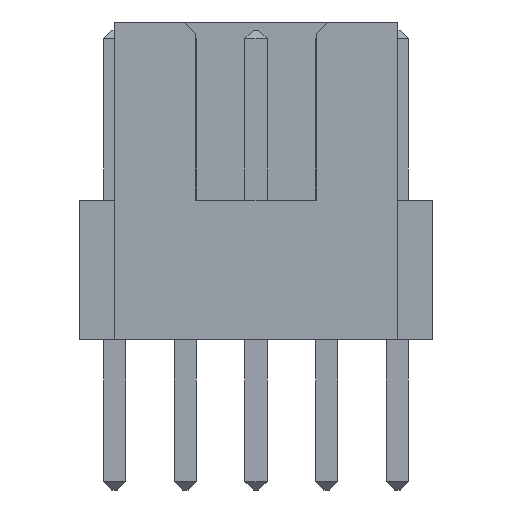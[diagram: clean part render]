
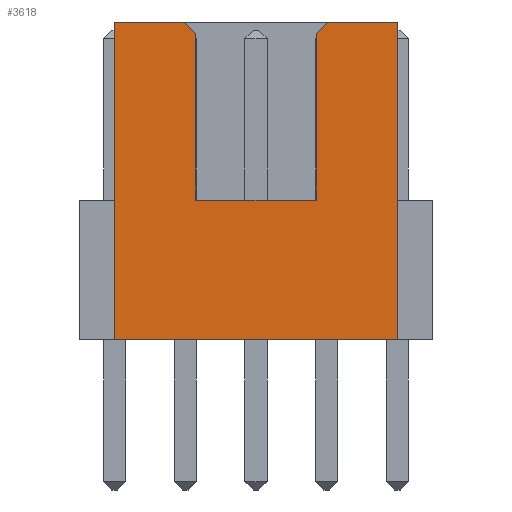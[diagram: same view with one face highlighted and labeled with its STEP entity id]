
A CAD part, left-side view. The second image highlights one B-rep face of the part: STEP entity #3618.
In plain terms, the highlighted planar face has unit normal (-1, 0, 0).
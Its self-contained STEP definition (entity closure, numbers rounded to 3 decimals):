
#1354 = EDGE_CURVE('',#1355,#1357,#1359,.T.);
#1355 = VERTEX_POINT('',#1356);
#1356 = CARTESIAN_POINT('',(-2.51,2.54,0.41));
#1357 = VERTEX_POINT('',#1358);
#1358 = CARTESIAN_POINT('',(-2.51,2.54,6.12));
#1359 = LINE('',#1360,#1361);
#1360 = CARTESIAN_POINT('',(-2.51,2.54,0.41));
#1361 = VECTOR('',#1362,1.);
#1362 = DIRECTION('',(0.,0.,1.));
#1425 = EDGE_CURVE('',#1426,#1428,#1430,.T.);
#1426 = VERTEX_POINT('',#1427);
#1427 = CARTESIAN_POINT('',(-2.51,-1.08,2.92));
#1428 = VERTEX_POINT('',#1429);
#1429 = CARTESIAN_POINT('',(-2.51,1.08,2.92));
#1430 = LINE('',#1431,#1432);
#1431 = CARTESIAN_POINT('',(-2.51,-1.08,2.92));
#1432 = VECTOR('',#1433,1.);
#1433 = DIRECTION('',(0.,1.,0.));
#2628 = VERTEX_POINT('',#2629);
#2629 = CARTESIAN_POINT('',(-2.51,-2.54,0.41));
#2635 = EDGE_CURVE('',#1355,#2628,#2636,.T.);
#2636 = LINE('',#2637,#2638);
#2637 = CARTESIAN_POINT('',(-2.51,2.54,0.41));
#2638 = VECTOR('',#2639,1.);
#2639 = DIRECTION('',(0.,-1.,0.));
#3618 = ADVANCED_FACE('',(#3619),#3676,.T.);
#3619 = FACE_BOUND('',#3620,.T.);
#3620 = EDGE_LOOP('',(#3621,#3622,#3623,#3631,#3639,#3647,#3653,#3654,
    #3662,#3670));
#3621 = ORIENTED_EDGE('',*,*,#1354,.F.);
#3622 = ORIENTED_EDGE('',*,*,#2635,.T.);
#3623 = ORIENTED_EDGE('',*,*,#3624,.T.);
#3624 = EDGE_CURVE('',#2628,#3625,#3627,.T.);
#3625 = VERTEX_POINT('',#3626);
#3626 = CARTESIAN_POINT('',(-2.51,-2.54,6.12));
#3627 = LINE('',#3628,#3629);
#3628 = CARTESIAN_POINT('',(-2.51,-2.54,0.41));
#3629 = VECTOR('',#3630,1.);
#3630 = DIRECTION('',(0.,0.,1.));
#3631 = ORIENTED_EDGE('',*,*,#3632,.F.);
#3632 = EDGE_CURVE('',#3633,#3625,#3635,.T.);
#3633 = VERTEX_POINT('',#3634);
#3634 = CARTESIAN_POINT('',(-2.51,-1.28,6.12));
#3635 = LINE('',#3636,#3637);
#3636 = CARTESIAN_POINT('',(-2.51,2.54,6.12));
#3637 = VECTOR('',#3638,1.);
#3638 = DIRECTION('',(0.,-1.,0.));
#3639 = ORIENTED_EDGE('',*,*,#3640,.T.);
#3640 = EDGE_CURVE('',#3633,#3641,#3643,.T.);
#3641 = VERTEX_POINT('',#3642);
#3642 = CARTESIAN_POINT('',(-2.51,-1.08,5.92));
#3643 = LINE('',#3644,#3645);
#3644 = CARTESIAN_POINT('',(-2.51,-1.28,6.12));
#3645 = VECTOR('',#3646,1.);
#3646 = DIRECTION('',(0.,0.707,-0.707));
#3647 = ORIENTED_EDGE('',*,*,#3648,.T.);
#3648 = EDGE_CURVE('',#3641,#1426,#3649,.T.);
#3649 = LINE('',#3650,#3651);
#3650 = CARTESIAN_POINT('',(-2.51,-1.08,5.92));
#3651 = VECTOR('',#3652,1.);
#3652 = DIRECTION('',(0.,0.,-1.));
#3653 = ORIENTED_EDGE('',*,*,#1425,.T.);
#3654 = ORIENTED_EDGE('',*,*,#3655,.T.);
#3655 = EDGE_CURVE('',#1428,#3656,#3658,.T.);
#3656 = VERTEX_POINT('',#3657);
#3657 = CARTESIAN_POINT('',(-2.51,1.08,5.92));
#3658 = LINE('',#3659,#3660);
#3659 = CARTESIAN_POINT('',(-2.51,1.08,2.92));
#3660 = VECTOR('',#3661,1.);
#3661 = DIRECTION('',(0.,0.,1.));
#3662 = ORIENTED_EDGE('',*,*,#3663,.T.);
#3663 = EDGE_CURVE('',#3656,#3664,#3666,.T.);
#3664 = VERTEX_POINT('',#3665);
#3665 = CARTESIAN_POINT('',(-2.51,1.28,6.12));
#3666 = LINE('',#3667,#3668);
#3667 = CARTESIAN_POINT('',(-2.51,1.08,5.92));
#3668 = VECTOR('',#3669,1.);
#3669 = DIRECTION('',(0.,0.707,0.707));
#3670 = ORIENTED_EDGE('',*,*,#3671,.F.);
#3671 = EDGE_CURVE('',#1357,#3664,#3672,.T.);
#3672 = LINE('',#3673,#3674);
#3673 = CARTESIAN_POINT('',(-2.51,2.54,6.12));
#3674 = VECTOR('',#3675,1.);
#3675 = DIRECTION('',(0.,-1.,0.));
#3676 = PLANE('',#3677);
#3677 = AXIS2_PLACEMENT_3D('',#3678,#3679,#3680);
#3678 = CARTESIAN_POINT('',(-2.51,2.54,0.41));
#3679 = DIRECTION('',(-1.,0.,0.));
#3680 = DIRECTION('',(0.,0.,1.));
